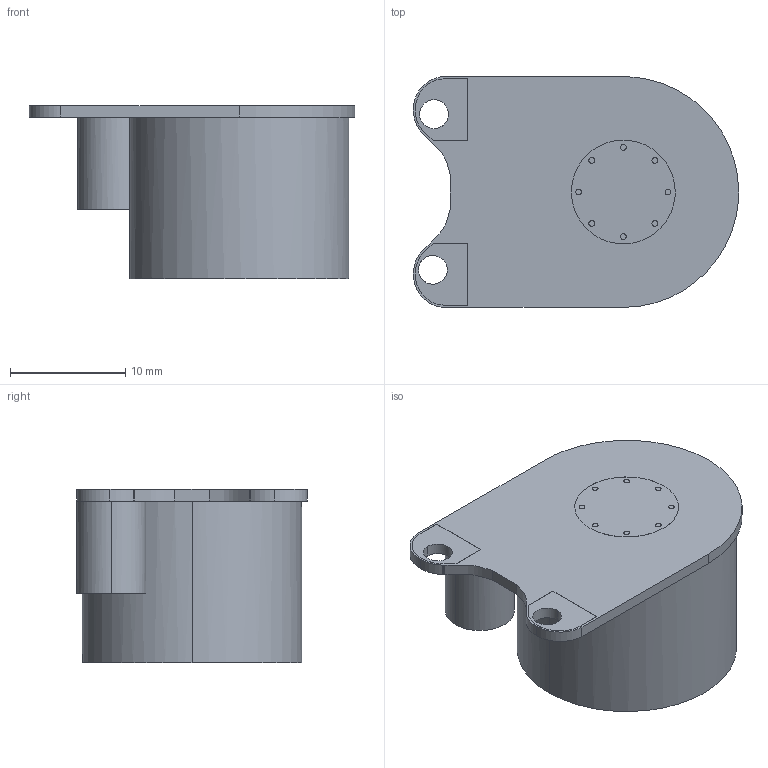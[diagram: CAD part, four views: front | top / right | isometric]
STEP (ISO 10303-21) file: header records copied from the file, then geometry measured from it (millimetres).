
FILE_DESCRIPTION (( 'STEP AP214' ), '1' );
FILE_NAME ('LED INFRARED CAMERA PI.STEP', '2017-07-05T20:18:20', ( 'Projetos-2' ), ( '' ), 'SwSTEP 2.0', 'SolidWorks 2016', '' );
FILE_SCHEMA (( 'AUTOMOTIVE_DESIGN' ));
Length unit declared in the file: millimetre
Products named in the file (1): LED INFRARED CAMERA PI
Bounding box: 28.2 x 20 x 15.01 mm (x, y, z)
Volume: 4086.6 mm3; surface area: 2207.3 mm2
Topology: 1 solids, 1 shells, 111 faces, 289 edges, 193 vertices
Faces by surface type: bspline 76, plane 35
Entity records: 4976 total; most frequent: CARTESIAN_POINT 1591, ORIENTED_EDGE 570, EDGE_CURVE 285, DIRECTION 200, VERTEX_POINT 191, EDGE_LOOP 130, VECTOR 128, LINE 128
